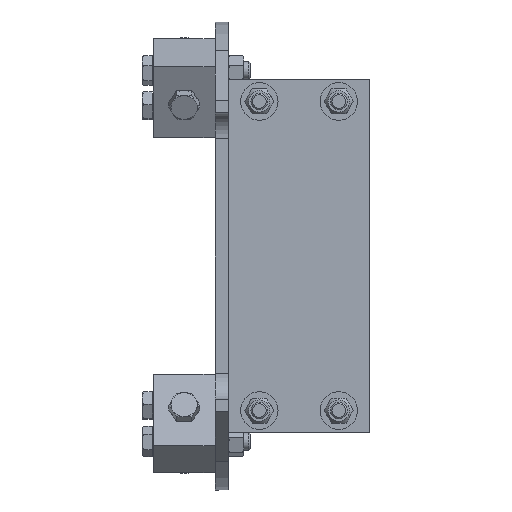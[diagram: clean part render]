
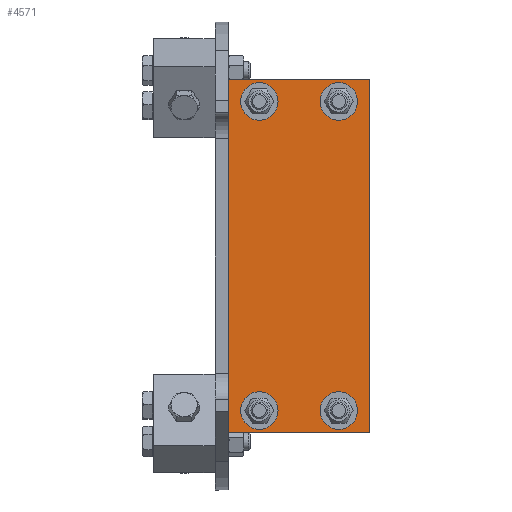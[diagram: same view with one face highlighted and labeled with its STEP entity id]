
A CAD part, left-side view. The second image highlights one B-rep face of the part: STEP entity #4571.
In plain terms, the highlighted planar face has unit normal (-1, 0, 0).
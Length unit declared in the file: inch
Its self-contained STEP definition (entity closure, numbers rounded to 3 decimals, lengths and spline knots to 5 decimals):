
#461=FACE_BOUND('',#1169,.T.);
#462=FACE_BOUND('',#1170,.T.);
#463=FACE_BOUND('',#1171,.T.);
#464=FACE_BOUND('',#1172,.T.);
#554=PLANE('',#5377);
#779=FACE_OUTER_BOUND('',#1168,.T.);
#1168=EDGE_LOOP('',(#4053,#4054,#4055,#4056));
#1169=EDGE_LOOP('',(#4057));
#1170=EDGE_LOOP('',(#4058));
#1171=EDGE_LOOP('',(#4059));
#1172=EDGE_LOOP('',(#4060));
#1463=LINE('',#8023,#1741);
#1464=LINE('',#8025,#1742);
#1465=LINE('',#8027,#1743);
#1466=LINE('',#8028,#1744);
#1741=VECTOR('',#6610,0.3937);
#1742=VECTOR('',#6611,0.3937);
#1743=VECTOR('',#6612,0.3937);
#1744=VECTOR('',#6613,0.3937);
#2003=CIRCLE('',#5364,0.28125);
#2006=CIRCLE('',#5368,0.28125);
#2009=CIRCLE('',#5372,0.28125);
#2012=CIRCLE('',#5376,0.28125);
#2366=VERTEX_POINT('',#7993);
#2369=VERTEX_POINT('',#8001);
#2372=VERTEX_POINT('',#8009);
#2375=VERTEX_POINT('',#8017);
#2376=VERTEX_POINT('',#8021);
#2377=VERTEX_POINT('',#8022);
#2378=VERTEX_POINT('',#8024);
#2379=VERTEX_POINT('',#8026);
#2936=EDGE_CURVE('',#2366,#2366,#2003,.T.);
#2940=EDGE_CURVE('',#2369,#2369,#2006,.T.);
#2944=EDGE_CURVE('',#2372,#2372,#2009,.T.);
#2948=EDGE_CURVE('',#2375,#2375,#2012,.T.);
#2949=EDGE_CURVE('',#2376,#2377,#1463,.T.);
#2950=EDGE_CURVE('',#2377,#2378,#1464,.T.);
#2951=EDGE_CURVE('',#2378,#2379,#1465,.T.);
#2952=EDGE_CURVE('',#2379,#2376,#1466,.T.);
#4053=ORIENTED_EDGE('',*,*,#2949,.T.);
#4054=ORIENTED_EDGE('',*,*,#2950,.T.);
#4055=ORIENTED_EDGE('',*,*,#2951,.T.);
#4056=ORIENTED_EDGE('',*,*,#2952,.T.);
#4057=ORIENTED_EDGE('',*,*,#2936,.T.);
#4058=ORIENTED_EDGE('',*,*,#2940,.T.);
#4059=ORIENTED_EDGE('',*,*,#2944,.T.);
#4060=ORIENTED_EDGE('',*,*,#2948,.T.);
#4571=ADVANCED_FACE('',(#779,#461,#462,#463,#464),#554,.T.);
#5364=AXIS2_PLACEMENT_3D('',#7995,#6579,#6580);
#5368=AXIS2_PLACEMENT_3D('',#8003,#6588,#6589);
#5372=AXIS2_PLACEMENT_3D('',#8011,#6597,#6598);
#5376=AXIS2_PLACEMENT_3D('',#8019,#6606,#6607);
#5377=AXIS2_PLACEMENT_3D('',#8020,#6608,#6609);
#6579=DIRECTION('center_axis',(1.,0.,0.));
#6580=DIRECTION('ref_axis',(0.,0.,-1.));
#6588=DIRECTION('center_axis',(1.,0.,0.));
#6589=DIRECTION('ref_axis',(0.,0.,-1.));
#6597=DIRECTION('center_axis',(1.,0.,0.));
#6598=DIRECTION('ref_axis',(0.,0.,-1.));
#6606=DIRECTION('center_axis',(1.,0.,0.));
#6607=DIRECTION('ref_axis',(0.,0.,-1.));
#6608=DIRECTION('center_axis',(-1.,0.,0.));
#6609=DIRECTION('ref_axis',(0.,0.,1.));
#6610=DIRECTION('',(0.,-1.,0.));
#6611=DIRECTION('',(0.,0.,1.));
#6612=DIRECTION('',(0.,1.,0.));
#6613=DIRECTION('',(0.,0.,-1.));
#7993=CARTESIAN_POINT('',(-0.25,-1.125,-4.09375));
#7995=CARTESIAN_POINT('Origin',(-0.25,-1.125,-4.375));
#8001=CARTESIAN_POINT('',(-0.25,1.125,4.65625));
#8003=CARTESIAN_POINT('Origin',(-0.25,1.125,4.375));
#8009=CARTESIAN_POINT('',(-0.25,1.125,-4.09375));
#8011=CARTESIAN_POINT('Origin',(-0.25,1.125,-4.375));
#8017=CARTESIAN_POINT('',(-0.25,-1.125,4.65625));
#8019=CARTESIAN_POINT('Origin',(-0.25,-1.125,4.375));
#8020=CARTESIAN_POINT('Origin',(-0.25,0.,0.));
#8021=CARTESIAN_POINT('',(-0.25,2.,-5.));
#8022=CARTESIAN_POINT('',(-0.25,-2.,-5.));
#8023=CARTESIAN_POINT('',(-0.25,-2.,-5.));
#8024=CARTESIAN_POINT('',(-0.25,-2.,5.));
#8025=CARTESIAN_POINT('',(-0.25,-2.,5.));
#8026=CARTESIAN_POINT('',(-0.25,2.,5.));
#8027=CARTESIAN_POINT('',(-0.25,2.,5.));
#8028=CARTESIAN_POINT('',(-0.25,2.,-5.));
